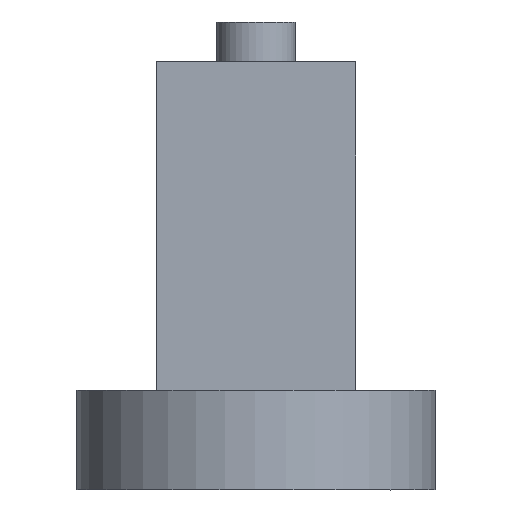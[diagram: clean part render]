
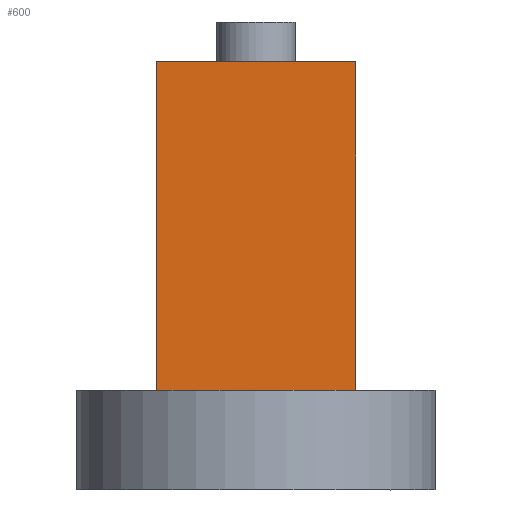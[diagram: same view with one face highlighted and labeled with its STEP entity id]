
A CAD part, front view. The second image highlights one B-rep face of the part: STEP entity #600.
In plain terms, the highlighted planar face has unit normal (0, -1, 0).
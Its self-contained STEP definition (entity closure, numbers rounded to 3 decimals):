
#83=FACE_OUTER_BOUND('',#121,.T.);
#121=EDGE_LOOP('',(#462,#463,#464,#465,#466,#467));
#162=LINE('',#911,#216);
#167=LINE('',#958,#221);
#169=LINE('',#965,#223);
#170=LINE('',#967,#224);
#171=LINE('',#969,#225);
#172=LINE('',#970,#226);
#216=VECTOR('',#726,10.);
#221=VECTOR('',#777,10.);
#223=VECTOR('',#785,10.);
#224=VECTOR('',#786,10.);
#225=VECTOR('',#787,10.);
#226=VECTOR('',#788,10.);
#266=VERTEX_POINT('',#897);
#272=VERTEX_POINT('',#909);
#290=VERTEX_POINT('',#955);
#291=VERTEX_POINT('',#957);
#294=VERTEX_POINT('',#966);
#295=VERTEX_POINT('',#968);
#333=EDGE_CURVE('',#266,#272,#162,.T.);
#355=EDGE_CURVE('',#291,#290,#167,.T.);
#359=EDGE_CURVE('',#290,#266,#169,.T.);
#360=EDGE_CURVE('',#294,#272,#170,.T.);
#361=EDGE_CURVE('',#295,#294,#171,.T.);
#362=EDGE_CURVE('',#295,#291,#172,.T.);
#462=ORIENTED_EDGE('',*,*,#355,.T.);
#463=ORIENTED_EDGE('',*,*,#359,.T.);
#464=ORIENTED_EDGE('',*,*,#333,.T.);
#465=ORIENTED_EDGE('',*,*,#360,.F.);
#466=ORIENTED_EDGE('',*,*,#361,.F.);
#467=ORIENTED_EDGE('',*,*,#362,.T.);
#578=PLANE('',#667);
#600=ADVANCED_FACE('',(#83),#578,.T.);
#667=AXIS2_PLACEMENT_3D('',#964,#783,#784);
#726=DIRECTION('',(1.,0.,0.));
#777=DIRECTION('',(-1.,0.,0.));
#783=DIRECTION('center_axis',(0.,-1.,0.));
#784=DIRECTION('ref_axis',(0.,0.,-1.));
#785=DIRECTION('',(0.,0.,-1.));
#786=DIRECTION('',(0.,0.,-1.));
#787=DIRECTION('',(-1.,0.,0.));
#788=DIRECTION('',(0.,0.,1.));
#897=CARTESIAN_POINT('',(10.,-15.092,33.));
#909=CARTESIAN_POINT('',(10.046,-15.092,33.));
#911=CARTESIAN_POINT('',(15.,-15.092,33.));
#955=CARTESIAN_POINT('',(10.,-15.092,54.5));
#957=CARTESIAN_POINT('',(20.,-15.092,54.5));
#958=CARTESIAN_POINT('',(10.75,-15.092,54.5));
#964=CARTESIAN_POINT('Origin',(15.,-15.092,54.5));
#965=CARTESIAN_POINT('',(10.,-15.092,54.5));
#966=CARTESIAN_POINT('',(10.046,-15.092,38.));
#967=CARTESIAN_POINT('',(10.046,-15.092,45.));
#968=CARTESIAN_POINT('',(20.,-15.092,38.));
#969=CARTESIAN_POINT('',(15.,-15.092,38.));
#970=CARTESIAN_POINT('',(20.,-15.092,54.5));
